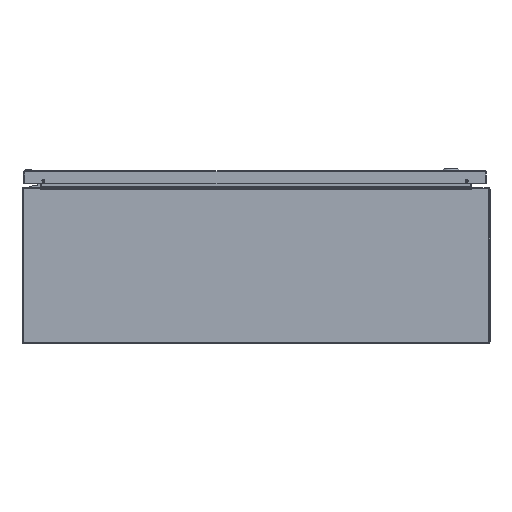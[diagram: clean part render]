
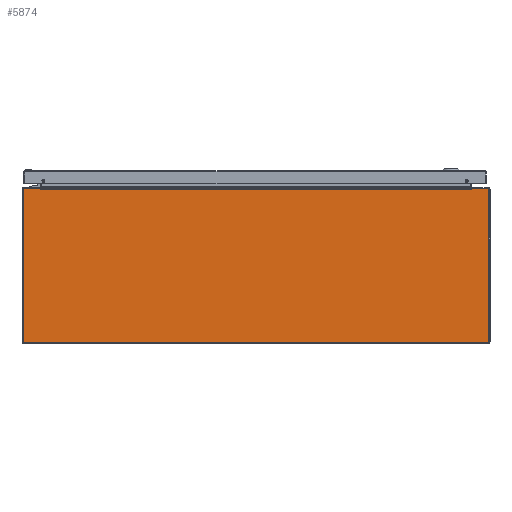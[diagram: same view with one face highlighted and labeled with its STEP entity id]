
A CAD part, front view. The second image highlights one B-rep face of the part: STEP entity #5874.
In plain terms, the highlighted planar face has unit normal (0, -1, 0).
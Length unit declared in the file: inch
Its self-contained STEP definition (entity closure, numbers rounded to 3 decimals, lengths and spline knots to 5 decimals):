
#1956 = FACE_OUTER_BOUND ( 'NONE', #139727, .T. ) ;
#2687 = CARTESIAN_POINT ( 'NONE',  ( 14.857, -21., -4.857 ) ) ;
#3609 = CARTESIAN_POINT ( 'NONE',  ( 13.8136, -21., 4.883 ) ) ;
#4873 = DIRECTION ( 'NONE',  ( 0., 0., -1. ) ) ;
#5260 = ORIENTED_EDGE ( 'NONE', *, *, #142875, .T. ) ;
#5874 = ADVANCED_FACE ( 'NONE', ( #1956 ), #154483, .T. ) ;
#9895 = CARTESIAN_POINT ( 'NONE',  ( 14.937, -21., 4.857 ) ) ;
#10045 = VERTEX_POINT ( 'NONE', #9895 ) ;
#17559 = VERTEX_POINT ( 'NONE', #3609 ) ;
#19426 = LINE ( 'NONE', #49576, #102231 ) ;
#21953 = CARTESIAN_POINT ( 'NONE',  ( 0., -21., 0. ) ) ;
#22120 = VECTOR ( 'NONE', #103581, 39.37008 ) ;
#23315 = VECTOR ( 'NONE', #46776, 39.37008 ) ;
#25108 = EDGE_CURVE ( 'NONE', #197955, #17559, #50164, .T. ) ;
#26050 = ORIENTED_EDGE ( 'NONE', *, *, #146668, .T. ) ;
#28759 = CARTESIAN_POINT ( 'NONE',  ( -14.937, -21., -4.857 ) ) ;
#29588 = EDGE_CURVE ( 'NONE', #150416, #37372, #107685, .T. ) ;
#30738 = LINE ( 'NONE', #184320, #23315 ) ;
#34429 = ORIENTED_EDGE ( 'NONE', *, *, #34541, .T. ) ;
#34541 = EDGE_CURVE ( 'NONE', #121632, #197955, #39196, .T. ) ;
#36508 = VECTOR ( 'NONE', #195852, 39.37008 ) ;
#36947 = DIRECTION ( 'NONE',  ( 0., -1., 0. ) ) ;
#37372 = VERTEX_POINT ( 'NONE', #151196 ) ;
#38672 = ORIENTED_EDGE ( 'NONE', *, *, #150135, .F. ) ;
#39158 = EDGE_CURVE ( 'NONE', #172674, #10045, #136908, .T. ) ;
#39196 = LINE ( 'NONE', #57241, #51032 ) ;
#40219 = AXIS2_PLACEMENT_3D ( 'NONE', #81657, #140945, #155989 ) ;
#42275 = CARTESIAN_POINT ( 'NONE',  ( 13.80579, -21., 4.883 ) ) ;
#44972 = CARTESIAN_POINT ( 'NONE',  ( 13.82312, -21., 4.937 ) ) ;
#46776 = DIRECTION ( 'NONE',  ( 0., 0., -1. ) ) ;
#48697 = EDGE_CURVE ( 'NONE', #17559, #148628, #118605, .T. ) ;
#49576 = CARTESIAN_POINT ( 'NONE',  ( 0., -21., -4.937 ) ) ;
#50164 = LINE ( 'NONE', #66182, #164361 ) ;
#50514 = CARTESIAN_POINT ( 'NONE',  ( 14.937, -21., 0. ) ) ;
#51032 = VECTOR ( 'NONE', #164608, 39.37008 ) ;
#51942 = VERTEX_POINT ( 'NONE', #131112 ) ;
#53223 = ORIENTED_EDGE ( 'NONE', *, *, #29588, .T. ) ;
#57241 = CARTESIAN_POINT ( 'NONE',  ( 0., -21., 4.937 ) ) ;
#59841 = EDGE_CURVE ( 'NONE', #147536, #150416, #115817, .T. ) ;
#59877 = LINE ( 'NONE', #168217, #79087 ) ;
#62040 = ORIENTED_EDGE ( 'NONE', *, *, #100380, .T. ) ;
#62191 = EDGE_CURVE ( 'NONE', #162762, #172674, #68217, .T. ) ;
#63749 = CARTESIAN_POINT ( 'NONE',  ( 14.857, -21., 4.937 ) ) ;
#66182 = CARTESIAN_POINT ( 'NONE',  ( 13.81836, -21., 4.91 ) ) ;
#66255 = CARTESIAN_POINT ( 'NONE',  ( -14.857, -21., -4.857 ) ) ;
#66582 = DIRECTION ( 'NONE',  ( 1., 0., 0. ) ) ;
#66868 = CARTESIAN_POINT ( 'NONE',  ( -14.857, -21., -4.937 ) ) ;
#68069 = DIRECTION ( 'NONE',  ( 0., -1., 0. ) ) ;
#68217 = CIRCLE ( 'NONE', #164382, 0.08 ) ;
#69556 = VERTEX_POINT ( 'NONE', #66868 ) ;
#69896 = EDGE_CURVE ( 'NONE', #37372, #121893, #30738, .T. ) ;
#71885 = ORIENTED_EDGE ( 'NONE', *, *, #62191, .T. ) ;
#73385 = LINE ( 'NONE', #134653, #36508 ) ;
#74276 = VECTOR ( 'NONE', #94519, 39.37008 ) ;
#74481 = ORIENTED_EDGE ( 'NONE', *, *, #170823, .T. ) ;
#77926 = DIRECTION ( 'NONE',  ( 0., -1., 0. ) ) ;
#79087 = VECTOR ( 'NONE', #196378, 39.37008 ) ;
#80889 = DIRECTION ( 'NONE',  ( 0., 0., -1. ) ) ;
#81106 = CARTESIAN_POINT ( 'NONE',  ( 14.857, -21., 4.857 ) ) ;
#81657 = CARTESIAN_POINT ( 'NONE',  ( -14.857, -21., 4.857 ) ) ;
#83370 = CARTESIAN_POINT ( 'NONE',  ( 0., -21., 4.883 ) ) ;
#84203 = DIRECTION ( 'NONE',  ( 0., 0., -1. ) ) ;
#94519 = DIRECTION ( 'NONE',  ( -1., 0., 0. ) ) ;
#97775 = AXIS2_PLACEMENT_3D ( 'NONE', #81106, #36947, #4873 ) ;
#100380 = EDGE_CURVE ( 'NONE', #69556, #162762, #19426, .T. ) ;
#102231 = VECTOR ( 'NONE', #66582, 39.37008 ) ;
#102251 = DIRECTION ( 'NONE',  ( 0., 0., -1. ) ) ;
#103581 = DIRECTION ( 'NONE',  ( -1., 0., 0. ) ) ;
#105694 = AXIS2_PLACEMENT_3D ( 'NONE', #21953, #68069, #102251 ) ;
#107503 = CARTESIAN_POINT ( 'NONE',  ( 13.798, -21., 4.883 ) ) ;
#107685 = CIRCLE ( 'NONE', #40219, 0.08 ) ;
#113649 = CARTESIAN_POINT ( 'NONE',  ( -13.82312, -21., 4.937 ) ) ;
#113876 = CARTESIAN_POINT ( 'NONE',  ( 0., -21., 4.937 ) ) ;
#115267 = ORIENTED_EDGE ( 'NONE', *, *, #25108, .T. ) ;
#115817 = LINE ( 'NONE', #113876, #198603 ) ;
#118227 = CIRCLE ( 'NONE', #156571, 0.08 ) ;
#118605 = LINE ( 'NONE', #42275, #22120 ) ;
#121632 = VERTEX_POINT ( 'NONE', #63749 ) ;
#121893 = VERTEX_POINT ( 'NONE', #28759 ) ;
#129058 = CARTESIAN_POINT ( 'NONE',  ( -14.857, -21., 4.937 ) ) ;
#131112 = CARTESIAN_POINT ( 'NONE',  ( -13.8136, -21., 4.883 ) ) ;
#134653 = CARTESIAN_POINT ( 'NONE',  ( -13.80579, -21., 4.883 ) ) ;
#135079 = CARTESIAN_POINT ( 'NONE',  ( 14.857, -21., -4.937 ) ) ;
#136908 = LINE ( 'NONE', #50514, #166854 ) ;
#138371 = ORIENTED_EDGE ( 'NONE', *, *, #69896, .T. ) ;
#139727 = EDGE_LOOP ( 'NONE', ( #163449, #53223, #138371, #5260, #62040, #71885, #169551, #74481, #34429, #115267, #182760, #26050, #179372, #38672 ) ) ;
#140945 = DIRECTION ( 'NONE',  ( 0., -1., 0. ) ) ;
#142875 = EDGE_CURVE ( 'NONE', #121893, #69556, #118227, .T. ) ;
#145435 = DIRECTION ( 'NONE',  ( 0., -1., 0. ) ) ;
#146668 = EDGE_CURVE ( 'NONE', #148628, #150233, #186913, .T. ) ;
#147536 = VERTEX_POINT ( 'NONE', #113649 ) ;
#148628 = VERTEX_POINT ( 'NONE', #107503 ) ;
#150135 = EDGE_CURVE ( 'NONE', #147536, #51942, #59877, .T. ) ;
#150233 = VERTEX_POINT ( 'NONE', #173207 ) ;
#150416 = VERTEX_POINT ( 'NONE', #129058 ) ;
#151196 = CARTESIAN_POINT ( 'NONE',  ( -14.937, -21., 4.857 ) ) ;
#154483 = PLANE ( 'NONE',  #105694 ) ;
#155989 = DIRECTION ( 'NONE',  ( 0., 0., -1. ) ) ;
#156571 = AXIS2_PLACEMENT_3D ( 'NONE', #66255, #145435, #84203 ) ;
#162762 = VERTEX_POINT ( 'NONE', #135079 ) ;
#163449 = ORIENTED_EDGE ( 'NONE', *, *, #59841, .T. ) ;
#164137 = EDGE_CURVE ( 'NONE', #51942, #150233, #73385, .T. ) ;
#164361 = VECTOR ( 'NONE', #186715, 39.37008 ) ;
#164382 = AXIS2_PLACEMENT_3D ( 'NONE', #2687, #77926, #80889 ) ;
#164608 = DIRECTION ( 'NONE',  ( -1., 0., 0. ) ) ;
#166854 = VECTOR ( 'NONE', #173969, 39.37008 ) ;
#168217 = CARTESIAN_POINT ( 'NONE',  ( -13.81836, -21., 4.91 ) ) ;
#169551 = ORIENTED_EDGE ( 'NONE', *, *, #39158, .T. ) ;
#170823 = EDGE_CURVE ( 'NONE', #10045, #121632, #174700, .T. ) ;
#172674 = VERTEX_POINT ( 'NONE', #187336 ) ;
#173207 = CARTESIAN_POINT ( 'NONE',  ( -13.798, -21., 4.883 ) ) ;
#173969 = DIRECTION ( 'NONE',  ( 0., 0., 1. ) ) ;
#174700 = CIRCLE ( 'NONE', #97775, 0.08 ) ;
#175026 = DIRECTION ( 'NONE',  ( -1., 0., 0. ) ) ;
#179372 = ORIENTED_EDGE ( 'NONE', *, *, #164137, .F. ) ;
#182760 = ORIENTED_EDGE ( 'NONE', *, *, #48697, .T. ) ;
#184320 = CARTESIAN_POINT ( 'NONE',  ( -14.937, -21., 0. ) ) ;
#186715 = DIRECTION ( 'NONE',  ( -0.174, 0., -0.985 ) ) ;
#186913 = LINE ( 'NONE', #83370, #74276 ) ;
#187336 = CARTESIAN_POINT ( 'NONE',  ( 14.937, -21., -4.857 ) ) ;
#195852 = DIRECTION ( 'NONE',  ( 1., 0., 0. ) ) ;
#196378 = DIRECTION ( 'NONE',  ( 0.174, 0., -0.985 ) ) ;
#197955 = VERTEX_POINT ( 'NONE', #44972 ) ;
#198603 = VECTOR ( 'NONE', #175026, 39.37008 ) ;
